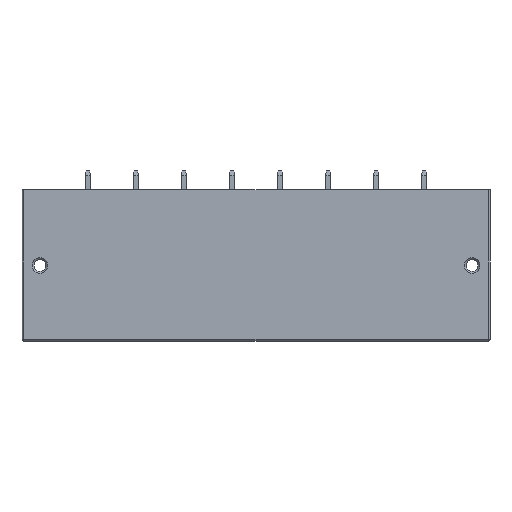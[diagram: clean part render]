
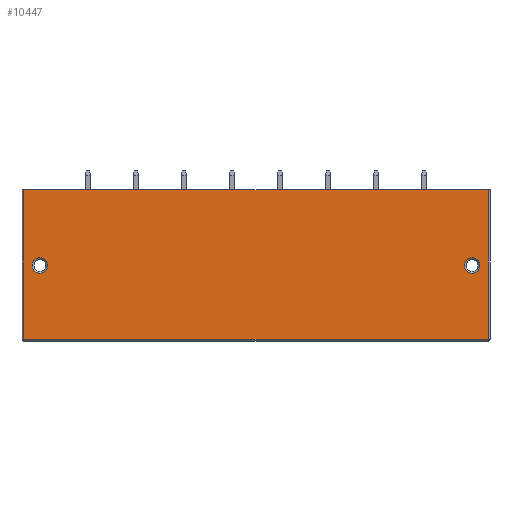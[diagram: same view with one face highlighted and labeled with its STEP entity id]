
A CAD part, left-side view. The second image highlights one B-rep face of the part: STEP entity #10447.
In plain terms, the highlighted planar face has unit normal (-1, 0, 0).
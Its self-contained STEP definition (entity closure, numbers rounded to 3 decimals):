
#428=DIRECTION('',(0.,1.,0.));
#429=VECTOR('',#428,98.24);
#430=CARTESIAN_POINT('',(-6.7,-90.68,16.));
#431=LINE('',#430,#429);
#2330=CARTESIAN_POINT('',(-6.7,4.16,0.));
#2331=DIRECTION('',(1.,0.,0.));
#2332=DIRECTION('',(0.,-1.,0.));
#2333=AXIS2_PLACEMENT_3D('',#2330,#2331,#2332);
#2335=CARTESIAN_POINT('',(-6.7,4.16,0.));
#2336=DIRECTION('',(1.,0.,0.));
#2337=DIRECTION('',(0.,1.,0.));
#2338=AXIS2_PLACEMENT_3D('',#2335,#2336,#2337);
#2340=CARTESIAN_POINT('',(-6.7,-87.28,0.));
#2341=DIRECTION('',(-1.,0.,0.));
#2342=DIRECTION('',(0.,1.,0.));
#2343=AXIS2_PLACEMENT_3D('',#2340,#2341,#2342);
#2345=CARTESIAN_POINT('',(-6.7,-87.28,0.));
#2346=DIRECTION('',(-1.,0.,0.));
#2347=DIRECTION('',(0.,-1.,0.));
#2348=AXIS2_PLACEMENT_3D('',#2345,#2346,#2347);
#2350=DIRECTION('',(0.,0.,-1.));
#2351=VECTOR('',#2350,31.6);
#2352=CARTESIAN_POINT('',(-6.7,-90.68,16.));
#2353=LINE('',#2352,#2351);
#2354=DIRECTION('',(0.,0.,1.));
#2355=VECTOR('',#2354,31.6);
#2356=CARTESIAN_POINT('',(-6.7,7.56,-15.6));
#2357=LINE('',#2356,#2355);
#2443=DIRECTION('',(0.,-1.,0.));
#2444=VECTOR('',#2443,98.24);
#2445=CARTESIAN_POINT('',(-6.7,7.56,-15.6));
#2446=LINE('',#2445,#2444);
#6540=CARTESIAN_POINT('',(-6.7,2.51,0.));
#6541=CARTESIAN_POINT('',(-6.7,5.81,0.));
#6542=VERTEX_POINT('',#6540);
#6543=VERTEX_POINT('',#6541);
#6575=CARTESIAN_POINT('',(-6.7,7.56,16.));
#6577=VERTEX_POINT('',#6575);
#6578=CARTESIAN_POINT('',(-6.7,7.56,-15.6));
#6579=VERTEX_POINT('',#6578);
#6650=CARTESIAN_POINT('',(-6.7,-85.63,0.));
#6651=CARTESIAN_POINT('',(-6.7,-88.93,0.));
#6652=VERTEX_POINT('',#6650);
#6653=VERTEX_POINT('',#6651);
#6686=CARTESIAN_POINT('',(-6.7,-90.68,-15.6));
#6687=VERTEX_POINT('',#6686);
#6688=CARTESIAN_POINT('',(-6.7,-90.68,16.));
#6690=VERTEX_POINT('',#6688);
#10425=CARTESIAN_POINT('',(-6.7,0.,-15.6));
#10426=DIRECTION('',(-1.,0.,0.));
#10427=DIRECTION('',(0.,0.,1.));
#10428=AXIS2_PLACEMENT_3D('',#10425,#10426,#10427);
#10429=PLANE('',#10428);
#10431=ORIENTED_EDGE('',*,*,#10430,.T.);
#10433=ORIENTED_EDGE('',*,*,#10432,.F.);
#10435=ORIENTED_EDGE('',*,*,#10434,.T.);
#10436=ORIENTED_EDGE('',*,*,#6703,.F.);
#10437=EDGE_LOOP('',(#10431,#10433,#10435,#10436));
#10438=FACE_OUTER_BOUND('',#10437,.F.);
#10439=ORIENTED_EDGE('',*,*,#10209,.T.);
#10440=ORIENTED_EDGE('',*,*,#10265,.T.);
#10441=EDGE_LOOP('',(#10439,#10440));
#10442=FACE_BOUND('',#10441,.F.);
#10443=ORIENTED_EDGE('',*,*,#10113,.F.);
#10444=ORIENTED_EDGE('',*,*,#10142,.F.);
#10445=EDGE_LOOP('',(#10443,#10444));
#10446=FACE_BOUND('',#10445,.F.);
#2334=CIRCLE('',#2333,1.65);
#2339=CIRCLE('',#2338,1.65);
#2344=CIRCLE('',#2343,1.65);
#2349=CIRCLE('',#2348,1.65);
#6703=EDGE_CURVE('',#6690,#6577,#431,.T.);
#10113=EDGE_CURVE('',#6542,#6543,#2334,.T.);
#10142=EDGE_CURVE('',#6543,#6542,#2339,.T.);
#10209=EDGE_CURVE('',#6652,#6653,#2344,.T.);
#10265=EDGE_CURVE('',#6653,#6652,#2349,.T.);
#10430=EDGE_CURVE('',#6690,#6687,#2353,.T.);
#10432=EDGE_CURVE('',#6579,#6687,#2446,.T.);
#10434=EDGE_CURVE('',#6579,#6577,#2357,.T.);
#10447=ADVANCED_FACE('',(#10438,#10442,#10446),#10429,.T.);
